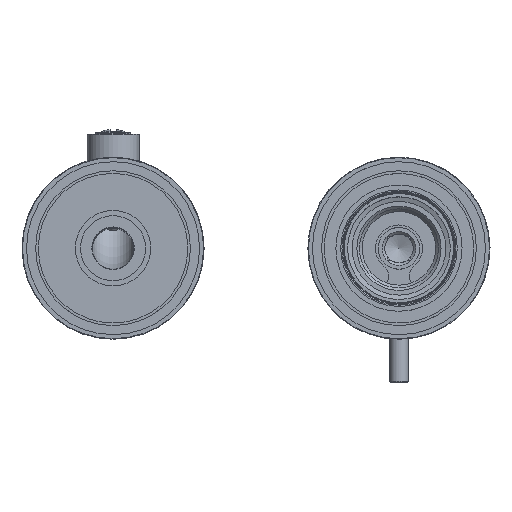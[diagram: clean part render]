
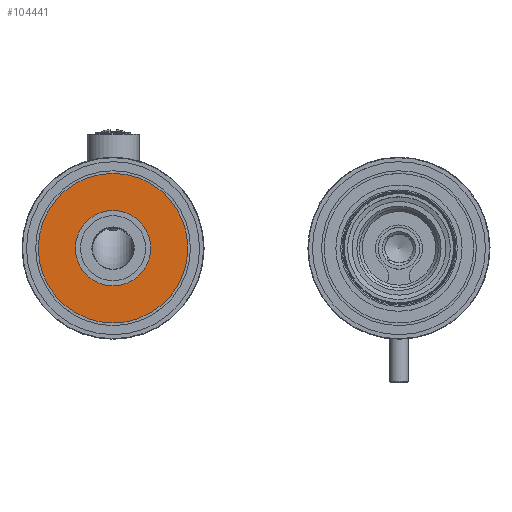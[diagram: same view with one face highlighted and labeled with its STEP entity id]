
A CAD part, top view. The second image highlights one B-rep face of the part: STEP entity #104441.
In plain terms, the highlighted face is planar.
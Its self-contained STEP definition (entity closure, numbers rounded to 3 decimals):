
#14968=PLANE('',#105899);
#36679=ORIENTED_EDGE('',*,*,#47872,.T.);
#36680=ORIENTED_EDGE('',*,*,#47871,.F.);
#47871=EDGE_CURVE('',#54143,#54143,#54430,.T.);
#47872=EDGE_CURVE('',#54144,#54144,#54431,.T.);
#54143=VERTEX_POINT('',#274533);
#54144=VERTEX_POINT('',#274536);
#54430=CIRCLE('',#105898,14.5);
#54431=CIRCLE('',#105900,28.75);
#59437=EDGE_LOOP('',(#36679));
#59438=EDGE_LOOP('',(#36680));
#64491=FACE_BOUND('',#59437,.T.);
#64492=FACE_BOUND('',#59438,.T.);
#104441=ADVANCED_FACE('',(#64491,#64492),#14968,.T.);
#105898=AXIS2_PLACEMENT_3D('',#274532,#108941,#108942);
#105899=AXIS2_PLACEMENT_3D('',#274534,#108943,#108944);
#105900=AXIS2_PLACEMENT_3D('',#274535,#108945,#108946);
#108941=DIRECTION('',(-1.,0.,0.));
#108942=DIRECTION('',(0.,0.,1.));
#108943=DIRECTION('',(-1.,0.,0.));
#108944=DIRECTION('',(0.,0.,1.));
#108945=DIRECTION('',(-1.,0.,0.));
#108946=DIRECTION('',(0.,0.,1.));
#274532=CARTESIAN_POINT('',(-2.,0.,0.));
#274533=CARTESIAN_POINT('',(-2.,0.,14.5));
#274534=CARTESIAN_POINT('',(-2.,28.75,0.));
#274535=CARTESIAN_POINT('',(-2.,0.,0.));
#274536=CARTESIAN_POINT('',(-2.,0.,28.75));
